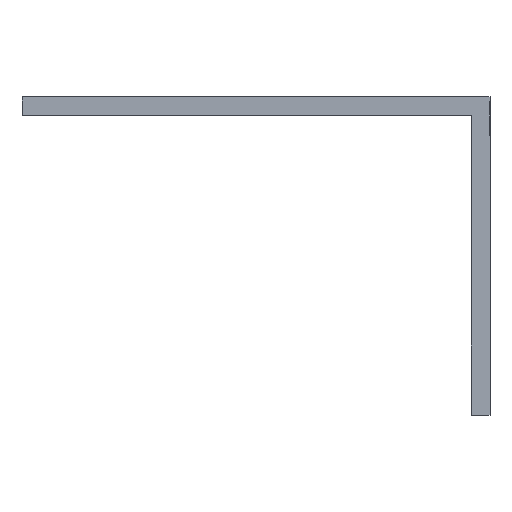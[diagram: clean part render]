
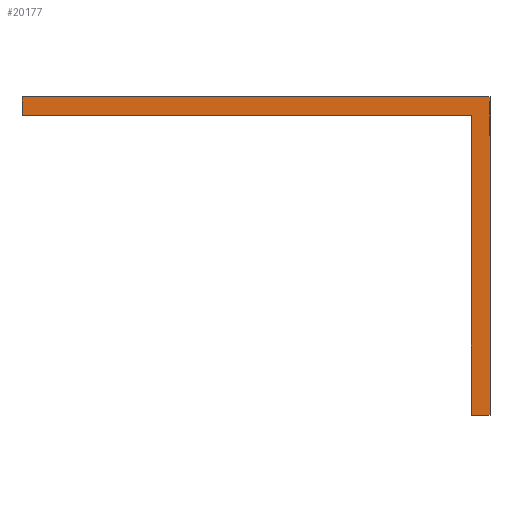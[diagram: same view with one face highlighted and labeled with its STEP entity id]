
A CAD part, front view. The second image highlights one B-rep face of the part: STEP entity #20177.
In plain terms, the highlighted planar face has unit normal (0, -1, 0).
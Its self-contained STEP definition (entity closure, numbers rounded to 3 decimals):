
#216 = ORIENTED_EDGE ( 'NONE', *, *, #7654, .T. ) ;
#415 = VECTOR ( 'NONE', #683, 1000. ) ;
#535 = CARTESIAN_POINT ( 'NONE',  ( 0., -875., -2. ) ) ;
#561 = DIRECTION ( 'NONE',  ( -1., 0., 0. ) ) ;
#683 = DIRECTION ( 'NONE',  ( 1., 0., 0. ) ) ;
#714 = CARTESIAN_POINT ( 'NONE',  ( -2., -875., -34. ) ) ;
#2354 = CARTESIAN_POINT ( 'NONE',  ( 0., -875., -34. ) ) ;
#2415 = DIRECTION ( 'NONE',  ( 0., 0., 1. ) ) ;
#2619 = VERTEX_POINT ( 'NONE', #18436 ) ;
#4349 = VERTEX_POINT ( 'NONE', #22270 ) ;
#5143 = VERTEX_POINT ( 'NONE', #27821 ) ;
#5888 = LINE ( 'NONE', #22669, #17012 ) ;
#7066 = LINE ( 'NONE', #2354, #18171 ) ;
#7533 = EDGE_CURVE ( 'NONE', #4349, #12441, #7066, .T. ) ;
#7654 = EDGE_CURVE ( 'NONE', #2619, #4349, #10178, .T. ) ;
#7941 = ORIENTED_EDGE ( 'NONE', *, *, #7533, .T. ) ;
#8837 = VECTOR ( 'NONE', #561, 1000. ) ;
#10178 = LINE ( 'NONE', #714, #415 ) ;
#11116 = DIRECTION ( 'NONE',  ( 0., 0., -1. ) ) ;
#11792 = CARTESIAN_POINT ( 'NONE',  ( -50., -875., 0. ) ) ;
#12441 = VERTEX_POINT ( 'NONE', #19743 ) ;
#13135 = VECTOR ( 'NONE', #23363, 1000. ) ;
#13853 = ORIENTED_EDGE ( 'NONE', *, *, #21355, .F. ) ;
#15580 = ORIENTED_EDGE ( 'NONE', *, *, #22258, .T. ) ;
#16594 = CARTESIAN_POINT ( 'NONE',  ( -50., -875., 0. ) ) ;
#16968 = ORIENTED_EDGE ( 'NONE', *, *, #21734, .T. ) ;
#17012 = VECTOR ( 'NONE', #22622, 1000. ) ;
#18171 = VECTOR ( 'NONE', #2415, 1000. ) ;
#18436 = CARTESIAN_POINT ( 'NONE',  ( -2., -875., -34. ) ) ;
#18986 = DIRECTION ( 'NONE',  ( -1., 0., 0. ) ) ;
#19010 = DIRECTION ( 'NONE',  ( 0., -1., 0. ) ) ;
#19097 = PLANE ( 'NONE',  #21420 ) ;
#19192 = CARTESIAN_POINT ( 'NONE',  ( 0., -875., 0. ) ) ;
#19493 = LINE ( 'NONE', #11792, #24767 ) ;
#19743 = CARTESIAN_POINT ( 'NONE',  ( 0., -875., 0. ) ) ;
#19908 = EDGE_CURVE ( 'NONE', #2619, #5143, #25701, .T. ) ;
#20177 = ADVANCED_FACE ( 'NONE', ( #26337 ), #19097, .T. ) ;
#20328 = VERTEX_POINT ( 'NONE', #16594 ) ;
#21282 = LINE ( 'NONE', #535, #8837 ) ;
#21355 = EDGE_CURVE ( 'NONE', #5143, #27677, #21282, .T. ) ;
#21420 = AXIS2_PLACEMENT_3D ( 'NONE', #19192, #19010, #18986 ) ;
#21734 = EDGE_CURVE ( 'NONE', #20328, #27677, #19493, .T. ) ;
#22258 = EDGE_CURVE ( 'NONE', #12441, #20328, #5888, .T. ) ;
#22270 = CARTESIAN_POINT ( 'NONE',  ( 0., -875., -34. ) ) ;
#22622 = DIRECTION ( 'NONE',  ( -1., 0., 0. ) ) ;
#22669 = CARTESIAN_POINT ( 'NONE',  ( 0., -875., 0. ) ) ;
#23331 = CARTESIAN_POINT ( 'NONE',  ( -50., -875., -2. ) ) ;
#23363 = DIRECTION ( 'NONE',  ( 0., 0., 1. ) ) ;
#23566 = CARTESIAN_POINT ( 'NONE',  ( -2., -875., -34. ) ) ;
#23922 = ORIENTED_EDGE ( 'NONE', *, *, #19908, .F. ) ;
#24767 = VECTOR ( 'NONE', #11116, 1000. ) ;
#25701 = LINE ( 'NONE', #23566, #13135 ) ;
#26337 = FACE_OUTER_BOUND ( 'NONE', #28281, .T. ) ;
#27677 = VERTEX_POINT ( 'NONE', #23331 ) ;
#27821 = CARTESIAN_POINT ( 'NONE',  ( -2., -875., -2. ) ) ;
#28281 = EDGE_LOOP ( 'NONE', ( #13853, #23922, #216, #7941, #15580, #16968 ) ) ;
